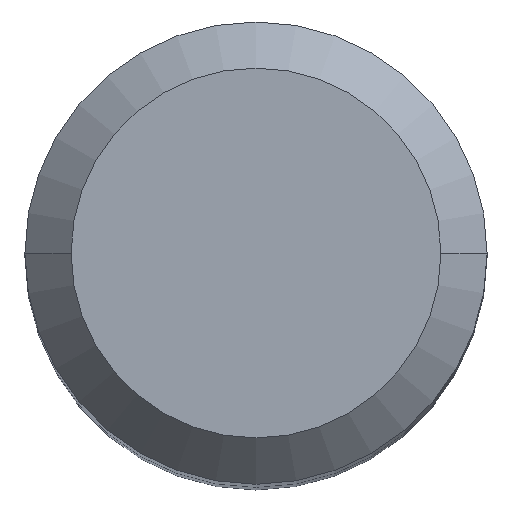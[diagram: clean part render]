
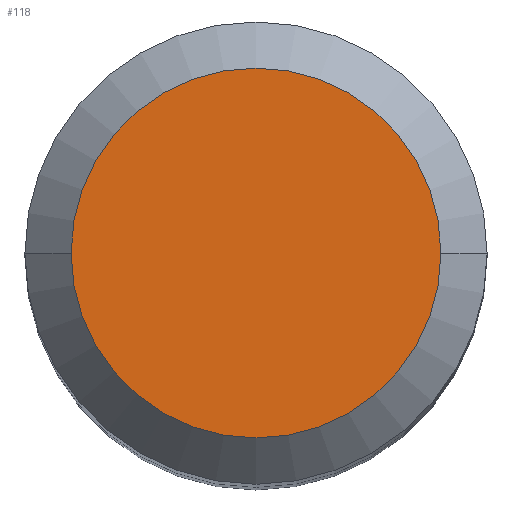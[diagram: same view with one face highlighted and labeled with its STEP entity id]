
A CAD part, top view. The second image highlights one B-rep face of the part: STEP entity #118.
In plain terms, the highlighted planar face has unit normal (0, 0, 1).
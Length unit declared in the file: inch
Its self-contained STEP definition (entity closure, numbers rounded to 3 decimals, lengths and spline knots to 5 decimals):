
#6 = VERTEX_POINT ( 'NONE', #240 ) ;
#23 = CARTESIAN_POINT ( 'NONE',  ( 0., 0., 0. ) ) ;
#43 = EDGE_CURVE ( 'NONE', #106, #6, #321, .T. ) ;
#65 = CIRCLE ( 'NONE', #304, 0.18896 ) ;
#104 = AXIS2_PLACEMENT_3D ( 'NONE', #200, #482, #473 ) ;
#106 = VERTEX_POINT ( 'NONE', #398 ) ;
#118 = ADVANCED_FACE ( 'NONE', ( #327 ), #361, .F. ) ;
#200 = CARTESIAN_POINT ( 'NONE',  ( 0., 0., 0. ) ) ;
#226 = EDGE_LOOP ( 'NONE', ( #344, #449 ) ) ;
#233 = DIRECTION ( 'NONE',  ( 0., 0., 1. ) ) ;
#240 = CARTESIAN_POINT ( 'NONE',  ( 0.18896, 0., 0. ) ) ;
#245 = DIRECTION ( 'NONE',  ( 1., 0., 0. ) ) ;
#258 = EDGE_CURVE ( 'NONE', #6, #106, #65, .T. ) ;
#304 = AXIS2_PLACEMENT_3D ( 'NONE', #23, #395, #245 ) ;
#321 = CIRCLE ( 'NONE', #392, 0.18896 ) ;
#327 = FACE_OUTER_BOUND ( 'NONE', #226, .T. ) ;
#344 = ORIENTED_EDGE ( 'NONE', *, *, #43, .T. ) ;
#361 = PLANE ( 'NONE',  #104 ) ;
#392 = AXIS2_PLACEMENT_3D ( 'NONE', #461, #233, #470 ) ;
#395 = DIRECTION ( 'NONE',  ( 0., 0., 1. ) ) ;
#398 = CARTESIAN_POINT ( 'NONE',  ( -0.18896, 0., 0. ) ) ;
#449 = ORIENTED_EDGE ( 'NONE', *, *, #258, .T. ) ;
#461 = CARTESIAN_POINT ( 'NONE',  ( 0., 0., 0. ) ) ;
#470 = DIRECTION ( 'NONE',  ( 1., 0., 0. ) ) ;
#473 = DIRECTION ( 'NONE',  ( -1., 0., 0. ) ) ;
#482 = DIRECTION ( 'NONE',  ( 0., 0., -1. ) ) ;
